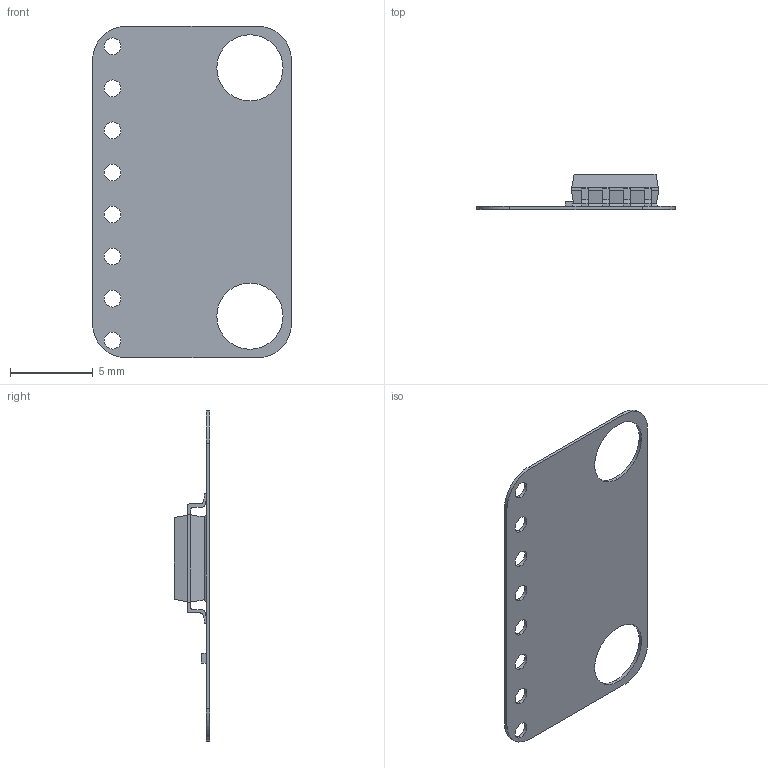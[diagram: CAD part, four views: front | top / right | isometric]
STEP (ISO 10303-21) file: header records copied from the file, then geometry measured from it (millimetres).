
FILE_DESCRIPTION (( 'STEP AP214' ), '1' );
FILE_NAME ('w25q Assembly.STEP', '2021-10-01T07:29:42', ( '' ), ( '' ), 'SwSTEP 2.0', 'SolidWorks 2016', '' );
FILE_SCHEMA (( 'AUTOMOTIVE_DESIGN' ));
Length unit declared in the file: millimetre
Products named in the file (5): w25q Assembly; PCB for w25q; IC chip assembly; IC chip; Connector pins of w25q
Assembly tree (11 placements, depth 3):
  w25q Assembly
    PCB for w25q
    IC chip assembly
      IC chip
      Connector pins of w25q  x8
Bounding box: 12 x 2.14 x 20 mm (x, y, z)
Volume: 93.6 mm3; surface area: 656.7 mm2
Topology: 13 solids, 13 shells, 195 faces, 499 edges, 332 vertices
Faces by surface type: plane 137, cylinder 42, bspline 16
Entity records: 4172 total; most frequent: CARTESIAN_POINT 645, DIRECTION 589, ORIENTED_EDGE 578, EDGE_CURVE 289, VECTOR 229, LINE 229, VERTEX_POINT 192, AXIS2_PLACEMENT_3D 180
